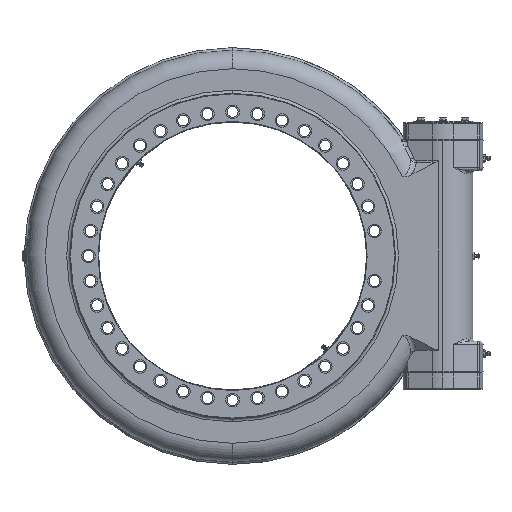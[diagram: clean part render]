
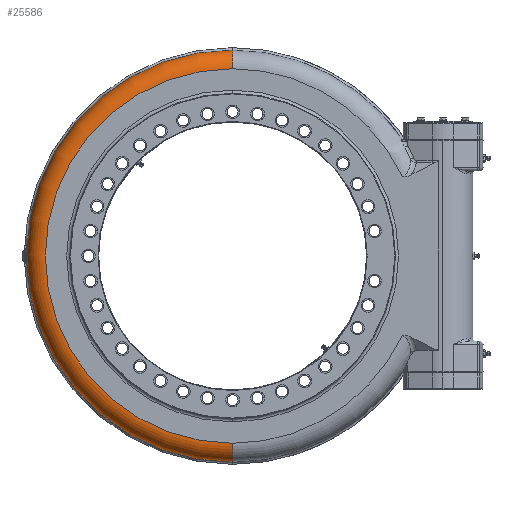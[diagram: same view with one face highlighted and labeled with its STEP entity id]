
A CAD part, left-side view. The second image highlights one B-rep face of the part: STEP entity #25586.
In plain terms, the highlighted toroidal (fillet/blend) face has major radius 302 mm and minor radius 30 mm.
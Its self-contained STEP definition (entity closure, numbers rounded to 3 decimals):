
#508 = EDGE_CURVE ( 'NONE', #47619, #40101, #32214, .T. ) ;
#888 = AXIS2_PLACEMENT_3D ( 'NONE', #32461, #7627, #36640 ) ;
#4050 = DIRECTION ( 'NONE',  ( 0., 0., 1. ) ) ;
#5674 = AXIS2_PLACEMENT_3D ( 'NONE', #35327, #10455, #39495 ) ;
#6475 = ORIENTED_EDGE ( 'NONE', *, *, #34841, .T. ) ;
#7086 = TOROIDAL_SURFACE ( 'NONE', #23084, 302., 30. ) ;
#7616 = CARTESIAN_POINT ( 'NONE',  ( -17.5, 0., -332. ) ) ;
#7627 = DIRECTION ( 'NONE',  ( 0., 1., 0. ) ) ;
#8583 = EDGE_LOOP ( 'NONE', ( #6475, #26967, #15434, #25935 ) ) ;
#8762 = DIRECTION ( 'NONE',  ( -1., 0., 0. ) ) ;
#10455 = DIRECTION ( 'NONE',  ( 0., -1., 0. ) ) ;
#11874 = AXIS2_PLACEMENT_3D ( 'NONE', #33611, #8762, #37804 ) ;
#13148 = CARTESIAN_POINT ( 'NONE',  ( -17.5, 0., 332. ) ) ;
#14476 = CARTESIAN_POINT ( 'NONE',  ( -47.5, 0., -302. ) ) ;
#14775 = CIRCLE ( 'NONE', #24960, 302. ) ;
#15434 = ORIENTED_EDGE ( 'NONE', *, *, #28404, .F. ) ;
#23084 = AXIS2_PLACEMENT_3D ( 'NONE', #23525, #23703, #52703 ) ;
#23525 = CARTESIAN_POINT ( 'NONE',  ( -17.5, 0., 0. ) ) ;
#23703 = DIRECTION ( 'NONE',  ( -1., 0., 0. ) ) ;
#23871 = CIRCLE ( 'NONE', #888, 30. ) ;
#24960 = AXIS2_PLACEMENT_3D ( 'NONE', #53754, #28891, #4050 ) ;
#25586 = ADVANCED_FACE ( 'NONE', ( #34362 ), #7086, .T. ) ;
#25935 = ORIENTED_EDGE ( 'NONE', *, *, #508, .F. ) ;
#26967 = ORIENTED_EDGE ( 'NONE', *, *, #53501, .T. ) ;
#28404 = EDGE_CURVE ( 'NONE', #40101, #37374, #14775, .T. ) ;
#28891 = DIRECTION ( 'NONE',  ( -1., 0., 0. ) ) ;
#30882 = CIRCLE ( 'NONE', #11874, 332. ) ;
#32214 = CIRCLE ( 'NONE', #5674, 30. ) ;
#32461 = CARTESIAN_POINT ( 'NONE',  ( -17.5, 0., -302. ) ) ;
#32759 = CARTESIAN_POINT ( 'NONE',  ( -47.5, 0., 302. ) ) ;
#33611 = CARTESIAN_POINT ( 'NONE',  ( -17.5, 0., 0. ) ) ;
#34362 = FACE_OUTER_BOUND ( 'NONE', #8583, .T. ) ;
#34841 = EDGE_CURVE ( 'NONE', #47619, #51248, #30882, .T. ) ;
#35327 = CARTESIAN_POINT ( 'NONE',  ( -17.5, 0., 302. ) ) ;
#36640 = DIRECTION ( 'NONE',  ( 0., 0., 1. ) ) ;
#37374 = VERTEX_POINT ( 'NONE', #14476 ) ;
#37804 = DIRECTION ( 'NONE',  ( 0., 0., 1. ) ) ;
#39495 = DIRECTION ( 'NONE',  ( 0., 0., -1. ) ) ;
#40101 = VERTEX_POINT ( 'NONE', #32759 ) ;
#47619 = VERTEX_POINT ( 'NONE', #13148 ) ;
#51248 = VERTEX_POINT ( 'NONE', #7616 ) ;
#52703 = DIRECTION ( 'NONE',  ( 0., 0., 1. ) ) ;
#53501 = EDGE_CURVE ( 'NONE', #51248, #37374, #23871, .T. ) ;
#53754 = CARTESIAN_POINT ( 'NONE',  ( -47.5, 0., 0. ) ) ;
